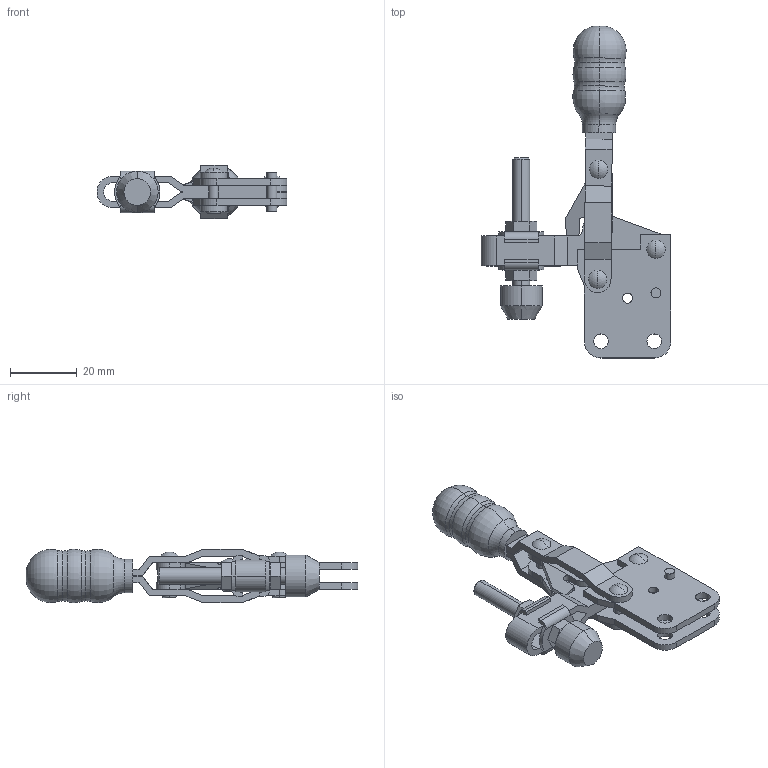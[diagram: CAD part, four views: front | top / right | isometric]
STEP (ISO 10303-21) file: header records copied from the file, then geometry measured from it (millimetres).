
FILE_DESCRIPTION (( 'STEP AP214' ), '1' );
FILE_NAME ('GH-10751-B(Â²¤Æ)-1.STEP', '2020-03-19T02:22:34', ( 'LinWei' ), ( '' ), 'SwSTEP 2.0', 'SolidWorks 2016', '' );
FILE_SCHEMA (( 'AUTOMOTIVE_DESIGN' ));
Length unit declared in the file: millimetre
Products named in the file (6): 110752B08-1^GH-10751-B(簡化)-1; Group5^GH-10751-B(簡化)-1; Group1^GH-10751-B(簡化)-1; Group2^GH-10751-B(簡化)-1; Group4^GH-10751-B(簡化)-1; GH-10751-B(簡化)-1
Assembly tree (5 placements, depth 2):
  GH-10751-B(簡化)-1
    Group4^GH-10751-B(簡化)-1
    Group2^GH-10751-B(簡化)-1
    Group1^GH-10751-B(簡化)-1
    Group5^GH-10751-B(簡化)-1
    110752B08-1^GH-10751-B(簡化)-1
Bounding box: 57 x 99.6 x 16 mm (x, y, z)
Volume: 16166.7 mm3; surface area: 14229.6 mm2
Topology: 5 solids, 5 shells, 296 faces, 746 edges, 479 vertices
Faces by surface type: plane 140, cylinder 96, cone 28, torus 24, sphere 8
Entity records: 10201 total; most frequent: CARTESIAN_POINT 1787, DIRECTION 1558, ORIENTED_EDGE 1488, EDGE_CURVE 744, AXIS2_PLACEMENT_3D 586, VERTEX_POINT 479, LINE 386, VECTOR 386
